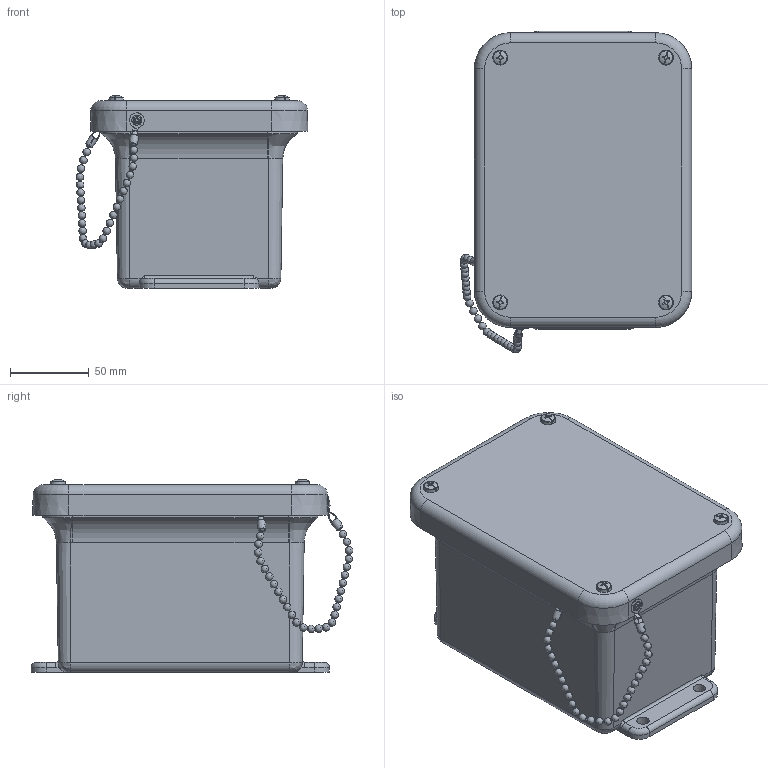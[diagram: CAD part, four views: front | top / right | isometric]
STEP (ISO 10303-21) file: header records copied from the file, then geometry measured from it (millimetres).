
FILE_DESCRIPTION(/* description */ (''),/* implementation_level */ '2;1');
FILE_NAME(/* name */ 'HW-J60404SC.stp',/* time_stamp */ '2014-03-17T08:10:38-05:00',/* author */ ('pmescher'),/* organization */ (''),/* preprocessor_version */ 'ST-DEVELOPER v15.2',/* originating_system */ 'Autodesk Inventor 2014',/* authorisation */ '');
FILE_SCHEMA (('AUTOMOTIVE_DESIGN { 1 0 10303 214 3 1 1 }'));
Length unit declared in the file: inch
Products named in the file (21): J604W_1; RMINS45821P_1; RMINS45821P_2; RMINS45821P_3; RMINS45821P_4; RMINS45821P_5; RMINS45821P_6; RMINS45821P_7; RMINS45821P_8; J604BW; J604WCVR; GASKET_604; WP604WU; RMSC10X063PHCPH; RMWAS283X126X026; RMRIV44; END; CURVED CHAIN_604; 10SS_604; RMRIV43; J604W_STP
Bounding box: 147.51 x 204.81 x 122.81 mm (x, y, z)
Volume: 510971.3 mm3; surface area: 247394.2 mm2
Topology: 21 solids, 21 shells, 862 faces, 2170 edges, 1363 vertices
Faces by surface type: cylinder 285, cone 213, plane 185, bspline 89, torus 52, sphere 38
Full cylindrical faces by diameter (mm): 3.175 x2, 3.2 x1, 3.556 x3, 3.683 x4, 3.861 x5, 3.962 x7, 3.967 x80, 4.762 x2, 4.826 x80, 5.537 x4, 6.35 x2, 6.858 x8, 7.188 x1
Entity records: 18678 total; most frequent: CARTESIAN_POINT 7542, DIRECTION 2383, ORIENTED_EDGE 1958, AXIS2_PLACEMENT_3D 1033, EDGE_CURVE 979, EDGE_LOOP 728, VERTEX_POINT 677, CIRCLE 516
